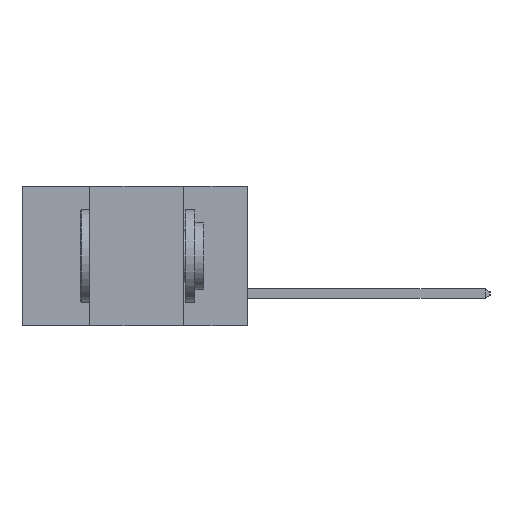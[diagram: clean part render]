
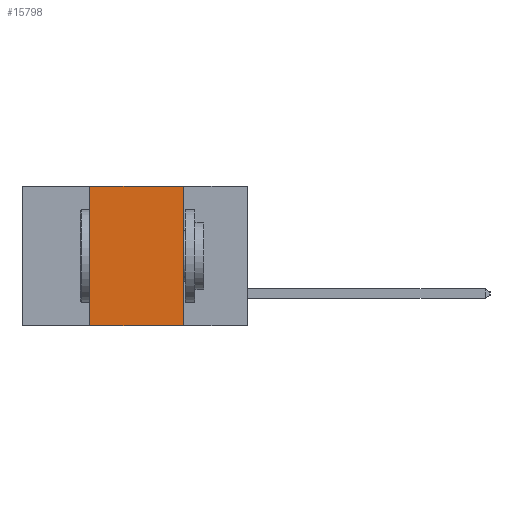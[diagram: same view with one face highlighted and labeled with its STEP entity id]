
A CAD part, left-side view. The second image highlights one B-rep face of the part: STEP entity #15798.
In plain terms, the highlighted planar face has unit normal (-1, 0, 0).
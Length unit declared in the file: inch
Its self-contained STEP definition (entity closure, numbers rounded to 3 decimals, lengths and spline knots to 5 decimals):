
#130 = CARTESIAN_POINT ( 'NONE',  ( 0., 0.17, -0.37 ) ) ;
#144 = PLANE ( 'NONE',  #16660 ) ;
#215 = CARTESIAN_POINT ( 'NONE',  ( 0., 0.6, 0. ) ) ;
#292 = DIRECTION ( 'NONE',  ( 0., 0., 1. ) ) ;
#697 = VERTEX_POINT ( 'NONE', #130 ) ;
#768 = EDGE_CURVE ( 'NONE', #3590, #10865, #3364, .T. ) ;
#1820 = DIRECTION ( 'NONE',  ( 0., 0., -1. ) ) ;
#2314 = VERTEX_POINT ( 'NONE', #3483 ) ;
#3194 = FACE_OUTER_BOUND ( 'NONE', #18264, .T. ) ;
#3219 = VECTOR ( 'NONE', #17218, 39.37008 ) ;
#3364 = LINE ( 'NONE', #17919, #7860 ) ;
#3483 = CARTESIAN_POINT ( 'NONE',  ( 0., 0.42, -0.37 ) ) ;
#3590 = VERTEX_POINT ( 'NONE', #9392 ) ;
#4177 = LINE ( 'NONE', #9462, #12166 ) ;
#4920 = ORIENTED_EDGE ( 'NONE', *, *, #17859, .T. ) ;
#5263 = DIRECTION ( 'NONE',  ( 0., -1., 0. ) ) ;
#5956 = LINE ( 'NONE', #6871, #9517 ) ;
#6871 = CARTESIAN_POINT ( 'NONE',  ( 0., 0.6, -0.37 ) ) ;
#7860 = VECTOR ( 'NONE', #18062, 39.37008 ) ;
#9392 = CARTESIAN_POINT ( 'NONE',  ( 0., 0.42, 0. ) ) ;
#9462 = CARTESIAN_POINT ( 'NONE',  ( 0., 0.42, -0.37 ) ) ;
#9517 = VECTOR ( 'NONE', #5263, 39.37008 ) ;
#10583 = EDGE_CURVE ( 'NONE', #10865, #697, #16035, .T. ) ;
#10592 = CARTESIAN_POINT ( 'NONE',  ( 0., 0.17, 0. ) ) ;
#10865 = VERTEX_POINT ( 'NONE', #10592 ) ;
#10882 = DIRECTION ( 'NONE',  ( 1., 0., 0. ) ) ;
#11708 = EDGE_CURVE ( 'NONE', #2314, #3590, #4177, .T. ) ;
#11981 = ORIENTED_EDGE ( 'NONE', *, *, #10583, .F. ) ;
#12166 = VECTOR ( 'NONE', #292, 39.37008 ) ;
#12443 = ORIENTED_EDGE ( 'NONE', *, *, #768, .F. ) ;
#15711 = CARTESIAN_POINT ( 'NONE',  ( 0., 0.17, -0.37 ) ) ;
#15798 = ADVANCED_FACE ( 'NONE', ( #3194 ), #144, .F. ) ;
#16035 = LINE ( 'NONE', #15711, #3219 ) ;
#16285 = ORIENTED_EDGE ( 'NONE', *, *, #11708, .F. ) ;
#16660 = AXIS2_PLACEMENT_3D ( 'NONE', #215, #10882, #1820 ) ;
#17218 = DIRECTION ( 'NONE',  ( 0., 0., -1. ) ) ;
#17859 = EDGE_CURVE ( 'NONE', #2314, #697, #5956, .T. ) ;
#17919 = CARTESIAN_POINT ( 'NONE',  ( 0., 0.6, 0. ) ) ;
#18062 = DIRECTION ( 'NONE',  ( 0., -1., 0. ) ) ;
#18264 = EDGE_LOOP ( 'NONE', ( #11981, #12443, #16285, #4920 ) ) ;
